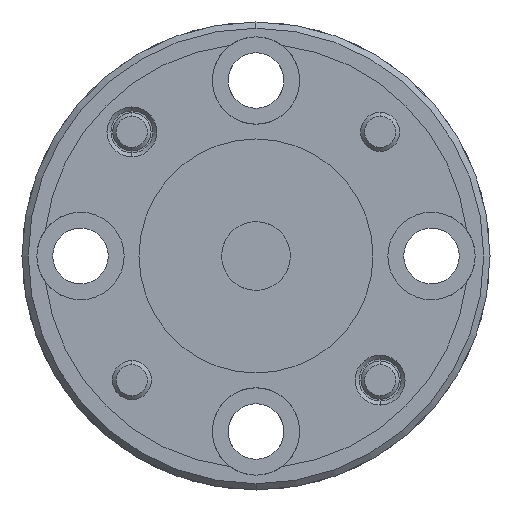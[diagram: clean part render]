
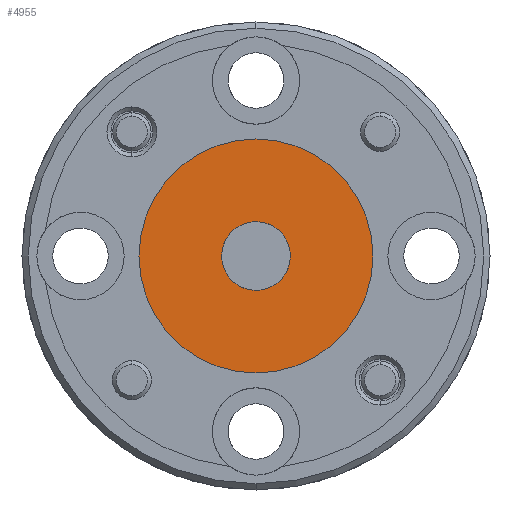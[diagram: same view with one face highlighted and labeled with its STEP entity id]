
A CAD part, left-side view. The second image highlights one B-rep face of the part: STEP entity #4955.
In plain terms, the highlighted planar face has unit normal (-1, 0, 0).
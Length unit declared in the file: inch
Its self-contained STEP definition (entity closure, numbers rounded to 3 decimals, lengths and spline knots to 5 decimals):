
#24 = CARTESIAN_POINT ( 'NONE',  ( -0.7, -0.05337, -0.01516 ) ) ;
#39 = VERTEX_POINT ( 'NONE', #2513 ) ;
#75 = CARTESIAN_POINT ( 'NONE',  ( -0.7, -0.04347, 0.03431 ) ) ;
#253 = CARTESIAN_POINT ( 'NONE',  ( -0.7, 0.055, 0.00759 ) ) ;
#306 = CARTESIAN_POINT ( 'NONE',  ( -0.7, -0.03889, 0.03889 ) ) ;
#418 = CARTESIAN_POINT ( 'NONE',  ( -0.7, -0.03889, 0.03889 ) ) ;
#550 = DIRECTION ( 'NONE',  ( 0., 0., -1. ) ) ;
#620 = FACE_BOUND ( 'NONE', #4774, .T. ) ;
#677 = CARTESIAN_POINT ( 'NONE',  ( -0.7, 0.00759, 0.055 ) ) ;
#730 = CARTESIAN_POINT ( 'NONE',  ( -0.7, 0.05337, -0.01516 ) ) ;
#739 = EDGE_CURVE ( 'NONE', #4927, #3874, #2914, .T. ) ;
#755 = CIRCLE ( 'NONE', #3666, 0.1875 ) ;
#759 = CARTESIAN_POINT ( 'NONE',  ( -0.7, -0.03431, 0.04347 ) ) ;
#764 = CARTESIAN_POINT ( 'NONE',  ( -0.7, -0.00759, -0.055 ) ) ;
#792 = CARTESIAN_POINT ( 'NONE',  ( -0.7, 0.02853, -0.04758 ) ) ;
#1022 = CARTESIAN_POINT ( 'NONE',  ( -0.7, 0., 0. ) ) ;
#1079 = CARTESIAN_POINT ( 'NONE',  ( -0.7, 0.03889, 0.03889 ) ) ;
#1195 = ORIENTED_EDGE ( 'NONE', *, *, #2180, .F. ) ;
#1288 = CARTESIAN_POINT ( 'NONE',  ( -0.7, -0.03889, -0.03889 ) ) ;
#1314 = CARTESIAN_POINT ( 'NONE',  ( -0.7, 0.03889, -0.03889 ) ) ;
#1420 = ORIENTED_EDGE ( 'NONE', *, *, #2981, .F. ) ;
#1496 = CARTESIAN_POINT ( 'NONE',  ( -0.7, -0.03431, -0.04347 ) ) ;
#1829 = CARTESIAN_POINT ( 'NONE',  ( -0.7, 0.04347, -0.03431 ) ) ;
#1939 = CARTESIAN_POINT ( 'NONE',  ( -0.7, 0.01516, 0.05337 ) ) ;
#1941 = B_SPLINE_CURVE_WITH_KNOTS ( 'NONE', 3,
 ( #1079, #4677, #4647, #3010, #253, #3791, #730, #4616, #1829, #2226 ),
 .UNSPECIFIED., .F., .F.,
 ( 4, 2, 2, 2, 4 ),
 ( 0., 0.25, 0.5, 0.75, 1. ),
 .UNSPECIFIED. ) ;
#1946 = CARTESIAN_POINT ( 'NONE',  ( -0.7, 0.01516, -0.05337 ) ) ;
#2023 = CARTESIAN_POINT ( 'NONE',  ( -0.7, -0.03889, -0.03889 ) ) ;
#2113 = EDGE_CURVE ( 'NONE', #2812, #2426, #2463, .T. ) ;
#2180 = EDGE_CURVE ( 'NONE', #39, #3532, #2836, .T. ) ;
#2194 = CARTESIAN_POINT ( 'NONE',  ( -0.7, 0.1875, 0. ) ) ;
#2226 = CARTESIAN_POINT ( 'NONE',  ( -0.7, 0.03889, -0.03889 ) ) ;
#2311 = CARTESIAN_POINT ( 'NONE',  ( -0.7, 0.00759, -0.055 ) ) ;
#2374 = ORIENTED_EDGE ( 'NONE', *, *, #4934, .F. ) ;
#2410 = CARTESIAN_POINT ( 'NONE',  ( -0.7, -0.04758, 0.02853 ) ) ;
#2426 = VERTEX_POINT ( 'NONE', #4147 ) ;
#2463 = CIRCLE ( 'NONE', #2543, 0.1875 ) ;
#2513 = CARTESIAN_POINT ( 'NONE',  ( -0.7, -0.03889, 0.03889 ) ) ;
#2543 = AXIS2_PLACEMENT_3D ( 'NONE', #4204, #2987, #550 ) ;
#2648 = CARTESIAN_POINT ( 'NONE',  ( -0.7, -0.00759, 0.055 ) ) ;
#2670 = DIRECTION ( 'NONE',  ( 0., 0., -1. ) ) ;
#2674 = CARTESIAN_POINT ( 'NONE',  ( -0.7, 0.03431, 0.04347 ) ) ;
#2740 = CARTESIAN_POINT ( 'NONE',  ( -0.7, 0.03889, -0.03889 ) ) ;
#2789 = CARTESIAN_POINT ( 'NONE',  ( -0.7, -0.04347, -0.03431 ) ) ;
#2812 = VERTEX_POINT ( 'NONE', #4280 ) ;
#2836 = B_SPLINE_CURVE_WITH_KNOTS ( 'NONE', 3,
 ( #306, #759, #3929, #4312, #2648, #677, #1939, #4256, #2674, #4339 ),
 .UNSPECIFIED., .F., .F.,
 ( 4, 2, 2, 2, 4 ),
 ( 0., 0.25, 0.5, 0.75, 1. ),
 .UNSPECIFIED. ) ;
#2914 = B_SPLINE_CURVE_WITH_KNOTS ( 'NONE', 3,
 ( #2740, #4319, #792, #1946, #2311, #764, #5081, #3880, #1496, #3906 ),
 .UNSPECIFIED., .F., .F.,
 ( 4, 2, 2, 2, 4 ),
 ( 0., 0.25, 0.5, 0.75, 1. ),
 .UNSPECIFIED. ) ;
#2973 = AXIS2_PLACEMENT_3D ( 'NONE', #2194, #3113, #4590 ) ;
#2981 = EDGE_CURVE ( 'NONE', #3874, #39, #4389, .T. ) ;
#2987 = DIRECTION ( 'NONE',  ( 1., 0., 0. ) ) ;
#2995 = EDGE_LOOP ( 'NONE', ( #4525, #3482 ) ) ;
#3010 = CARTESIAN_POINT ( 'NONE',  ( -0.7, 0.05337, 0.01516 ) ) ;
#3087 = DIRECTION ( 'NONE',  ( 1., 0., 0. ) ) ;
#3113 = DIRECTION ( 'NONE',  ( -1., 0., 0. ) ) ;
#3166 = CARTESIAN_POINT ( 'NONE',  ( -0.7, -0.055, -0.00759 ) ) ;
#3246 = CARTESIAN_POINT ( 'NONE',  ( -0.7, -0.04758, -0.02853 ) ) ;
#3286 = ORIENTED_EDGE ( 'NONE', *, *, #739, .F. ) ;
#3482 = ORIENTED_EDGE ( 'NONE', *, *, #2113, .F. ) ;
#3532 = VERTEX_POINT ( 'NONE', #4682 ) ;
#3644 = CARTESIAN_POINT ( 'NONE',  ( -0.7, -0.055, 0.00759 ) ) ;
#3666 = AXIS2_PLACEMENT_3D ( 'NONE', #1022, #3087, #2670 ) ;
#3791 = CARTESIAN_POINT ( 'NONE',  ( -0.7, 0.055, -0.00759 ) ) ;
#3874 = VERTEX_POINT ( 'NONE', #1288 ) ;
#3880 = CARTESIAN_POINT ( 'NONE',  ( -0.7, -0.02853, -0.04758 ) ) ;
#3906 = CARTESIAN_POINT ( 'NONE',  ( -0.7, -0.03889, -0.03889 ) ) ;
#3929 = CARTESIAN_POINT ( 'NONE',  ( -0.7, -0.02853, 0.04758 ) ) ;
#3979 = EDGE_CURVE ( 'NONE', #2426, #2812, #755, .T. ) ;
#4147 = CARTESIAN_POINT ( 'NONE',  ( -0.7, 0., -0.1875 ) ) ;
#4204 = CARTESIAN_POINT ( 'NONE',  ( -0.7, 0., 0. ) ) ;
#4230 = FACE_OUTER_BOUND ( 'NONE', #2995, .T. ) ;
#4256 = CARTESIAN_POINT ( 'NONE',  ( -0.7, 0.02853, 0.04758 ) ) ;
#4280 = CARTESIAN_POINT ( 'NONE',  ( -0.7, 0., 0.1875 ) ) ;
#4312 = CARTESIAN_POINT ( 'NONE',  ( -0.7, -0.01516, 0.05337 ) ) ;
#4319 = CARTESIAN_POINT ( 'NONE',  ( -0.7, 0.03431, -0.04347 ) ) ;
#4339 = CARTESIAN_POINT ( 'NONE',  ( -0.7, 0.03889, 0.03889 ) ) ;
#4389 = B_SPLINE_CURVE_WITH_KNOTS ( 'NONE', 3,
 ( #2023, #2789, #3246, #24, #3166, #3644, #4756, #2410, #75, #418 ),
 .UNSPECIFIED., .F., .F.,
 ( 4, 2, 2, 2, 4 ),
 ( 0., 0.25, 0.5, 0.75, 1. ),
 .UNSPECIFIED. ) ;
#4525 = ORIENTED_EDGE ( 'NONE', *, *, #3979, .F. ) ;
#4590 = DIRECTION ( 'NONE',  ( 0., 0., 1. ) ) ;
#4616 = CARTESIAN_POINT ( 'NONE',  ( -0.7, 0.04758, -0.02853 ) ) ;
#4647 = CARTESIAN_POINT ( 'NONE',  ( -0.7, 0.04758, 0.02853 ) ) ;
#4677 = CARTESIAN_POINT ( 'NONE',  ( -0.7, 0.04347, 0.03431 ) ) ;
#4682 = CARTESIAN_POINT ( 'NONE',  ( -0.7, 0.03889, 0.03889 ) ) ;
#4756 = CARTESIAN_POINT ( 'NONE',  ( -0.7, -0.05337, 0.01516 ) ) ;
#4774 = EDGE_LOOP ( 'NONE', ( #3286, #2374, #1195, #1420 ) ) ;
#4927 = VERTEX_POINT ( 'NONE', #1314 ) ;
#4934 = EDGE_CURVE ( 'NONE', #3532, #4927, #1941, .T. ) ;
#4955 = ADVANCED_FACE ( 'NONE', ( #620, #4230 ), #4987, .T. ) ;
#4987 = PLANE ( 'NONE',  #2973 ) ;
#5081 = CARTESIAN_POINT ( 'NONE',  ( -0.7, -0.01516, -0.05337 ) ) ;
